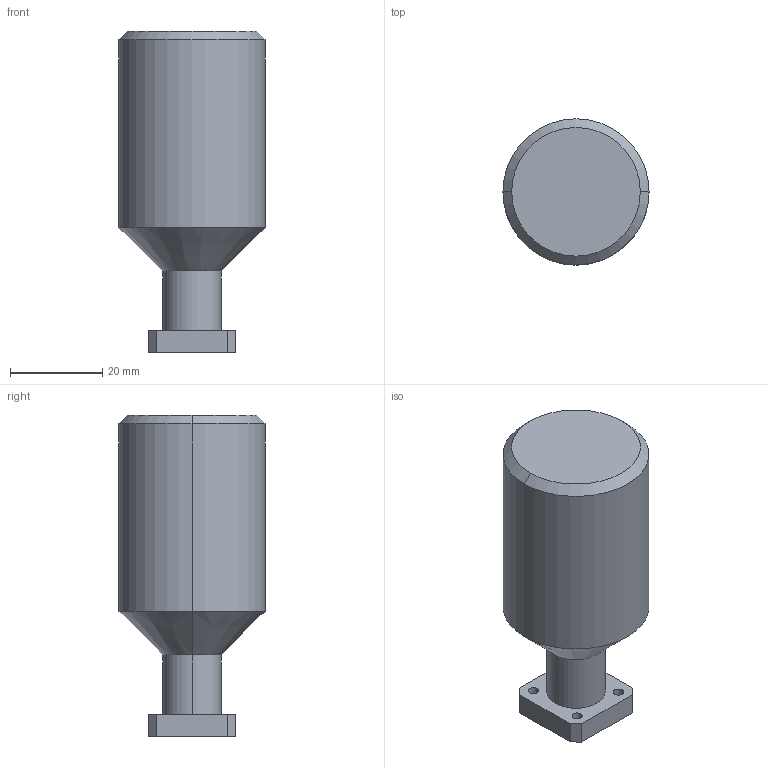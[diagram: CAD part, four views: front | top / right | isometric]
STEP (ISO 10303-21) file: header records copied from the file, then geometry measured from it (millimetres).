
FILE_DESCRIPTION (( 'STEP AP203' ), '1' );
FILE_NAME ('SAF-3333931725-250-S1.STEP', '2019-05-13T22:37:46', ( '' ), ( '' ), 'SwSTEP 2.0', 'SolidWorks 2016', '' );
FILE_SCHEMA (( 'CONFIG_CONTROL_DESIGN' ));
Length unit declared in the file: inch
Products named in the file (1): SAF-3333931725-250-S1
Bounding box: 31.75 x 31.75 x 69.85 mm (x, y, z)
Volume: 40696.1 mm3; surface area: 7429.2 mm2
Topology: 1 solids, 1 shells, 42 faces, 96 edges, 62 vertices
Faces by surface type: cylinder 22, plane 16, cone 4
Entity records: 1293 total; most frequent: DIRECTION 228, CARTESIAN_POINT 201, ORIENTED_EDGE 192, EDGE_CURVE 96, AXIS2_PLACEMENT_3D 89, VERTEX_POINT 62, EDGE_LOOP 56, LINE 50
